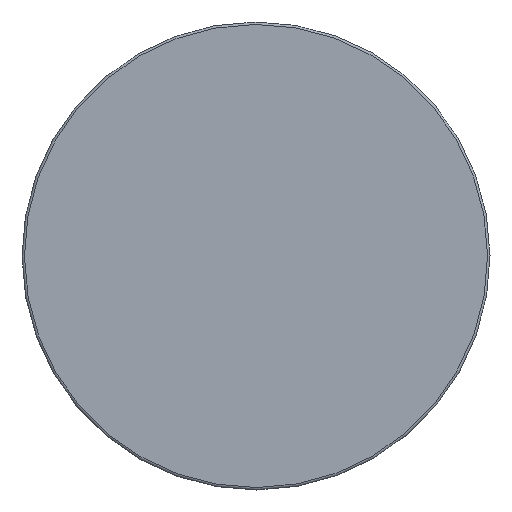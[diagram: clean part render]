
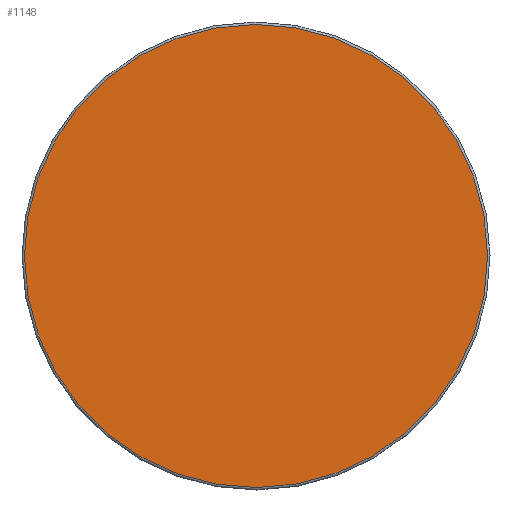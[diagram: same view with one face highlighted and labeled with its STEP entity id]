
A CAD part, front view. The second image highlights one B-rep face of the part: STEP entity #1148.
In plain terms, the highlighted planar face has unit normal (0, -1, 0).
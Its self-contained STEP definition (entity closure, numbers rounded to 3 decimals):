
#89=PLANE('',#1308);
#168=FACE_OUTER_BOUND('',#248,.T.);
#248=EDGE_LOOP('',(#948,#949));
#408=CIRCLE('',#1305,118.75);
#409=CIRCLE('',#1306,118.75);
#512=VERTEX_POINT('',#2054);
#513=VERTEX_POINT('',#2055);
#661=EDGE_CURVE('',#512,#513,#408,.T.);
#662=EDGE_CURVE('',#513,#512,#409,.T.);
#948=ORIENTED_EDGE('',*,*,#661,.T.);
#949=ORIENTED_EDGE('',*,*,#662,.T.);
#1148=ADVANCED_FACE('',(#168),#89,.T.);
#1305=AXIS2_PLACEMENT_3D('',#2056,#1618,#1619);
#1306=AXIS2_PLACEMENT_3D('',#2057,#1620,#1621);
#1308=AXIS2_PLACEMENT_3D('',#2059,#1624,#1625);
#1618=DIRECTION('center_axis',(0.,-1.,0.));
#1619=DIRECTION('ref_axis',(0.17,0.,0.985));
#1620=DIRECTION('center_axis',(0.,-1.,0.));
#1621=DIRECTION('ref_axis',(0.17,0.,0.985));
#1624=DIRECTION('center_axis',(0.,-1.,0.));
#1625=DIRECTION('ref_axis',(0.985,0.,-0.17));
#2054=CARTESIAN_POINT('',(16.87,-76.708,117.022));
#2055=CARTESIAN_POINT('',(-120.336,-76.708,20.184));
#2056=CARTESIAN_POINT('Origin',(-3.314,-76.708,0.));
#2057=CARTESIAN_POINT('Origin',(-3.314,-76.708,0.));
#2059=CARTESIAN_POINT('Origin',(-3.314,-76.708,0.));
